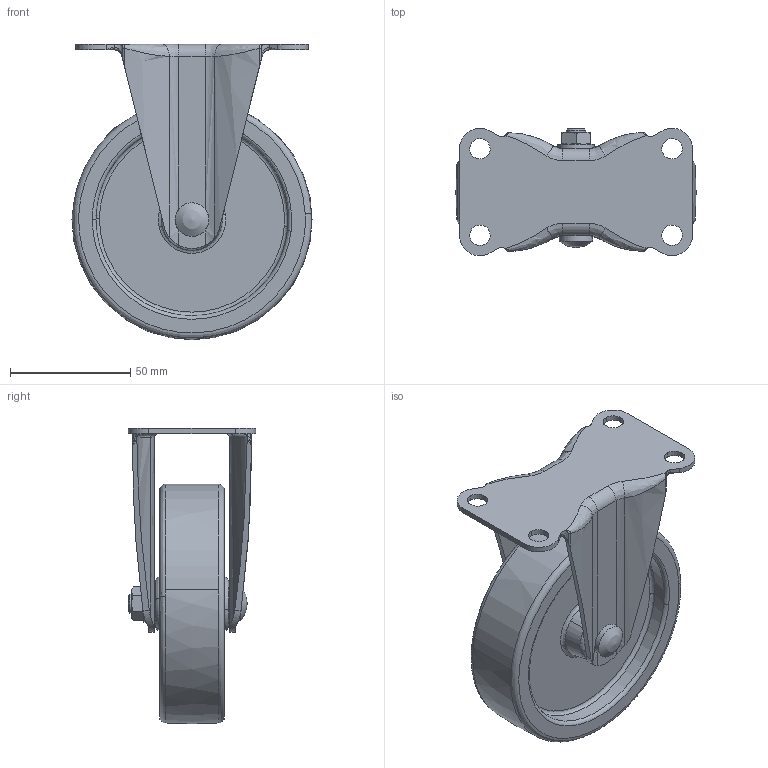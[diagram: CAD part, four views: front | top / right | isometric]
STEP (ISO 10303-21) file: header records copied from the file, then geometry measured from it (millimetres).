
FILE_DESCRIPTION((''),'2;1');
FILE_NAME('','2005-12-16T14:29:38',(''),(''),'','CADfix','');
FILE_SCHEMA(('AUTOMOTIVE_DESIGN'));
Length unit declared in the file: millimetre
Products named in the file (4): wheel; body; axle; No_607_N_17591_36
Assembly tree (3 placements, depth 2):
  No_607_N_17591_36
    wheel
    body
    axle
Bounding box: 100 x 53 x 123 mm (x, y, z)
Volume: 159968.6 mm3; surface area: 53731 mm2
Topology: 3 solids, 3 shells, 188 faces, 563 edges, 383 vertices
Faces by surface type: bspline 188
Entity records: 8686 total; most frequent: CARTESIAN_POINT 5668, ORIENTED_EDGE 1110, EDGE_CURVE 555, VERTEX_POINT 383, EDGE_LOOP 212, FACE_OUTER_BOUND 188, ADVANCED_FACE 188, QUASI_UNIFORM_CURVE 123
